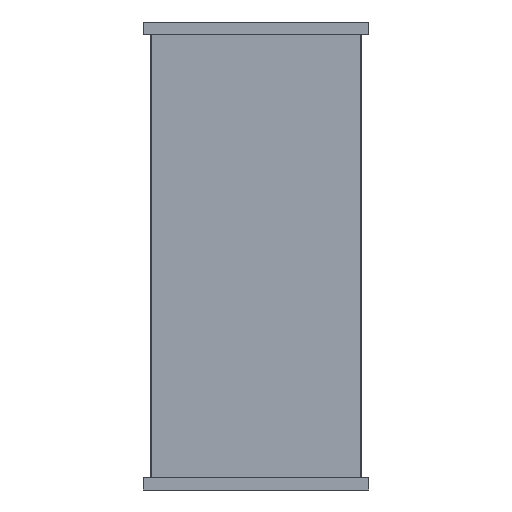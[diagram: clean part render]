
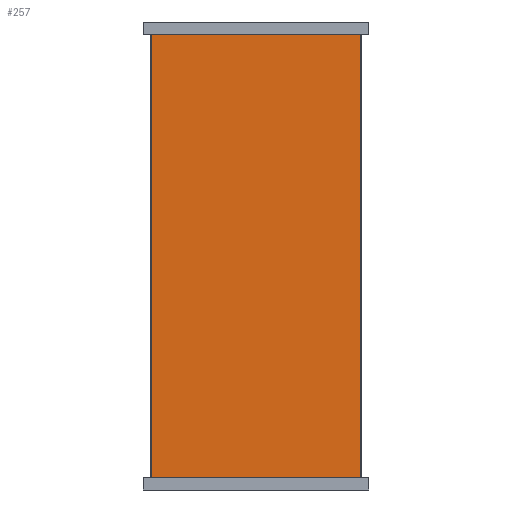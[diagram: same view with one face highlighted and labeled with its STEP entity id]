
A CAD part, front view. The second image highlights one B-rep face of the part: STEP entity #257.
In plain terms, the highlighted planar face has unit normal (0, -1, 0).
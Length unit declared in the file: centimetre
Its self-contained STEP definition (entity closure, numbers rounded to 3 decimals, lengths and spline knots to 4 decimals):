
#166=CARTESIAN_POINT('',(-12.95,-0.1,-27.6));
#167=VERTEX_POINT('',#166);
#168=CARTESIAN_POINT('',(-12.95,-0.1,27.6));
#169=VERTEX_POINT('',#168);
#170=CARTESIAN_POINT('',(-12.95,-0.1,-12345.));
#171=DIRECTION('',(0.,0.,1.));
#172=VECTOR('',#171,24690.);
#173=LINE('',#170,#172);
#174=EDGE_CURVE('',#167,#169,#173,.T.);
#227=CARTESIAN_POINT('',(0.,-0.1,0.));
#228=DIRECTION('',(-0.,1.,-0.));
#229=DIRECTION('',(0.,0.,1.));
#230=AXIS2_PLACEMENT_3D('',#227,#228,#229);
#231=PLANE('',#230);
#232=ORIENTED_EDGE('',*,*,#174,.F.);
#233=CARTESIAN_POINT('',(12.95,-0.1,-27.6));
#234=VERTEX_POINT('',#233);
#235=CARTESIAN_POINT('',(12358.,-0.1,-27.6));
#236=DIRECTION('',(-1.,0.,0.));
#237=VECTOR('',#236,24690.);
#238=LINE('',#235,#237);
#239=EDGE_CURVE('',#234,#167,#238,.T.);
#240=ORIENTED_EDGE('',*,*,#239,.F.);
#241=CARTESIAN_POINT('',(12.95,-0.1,27.6));
#242=VERTEX_POINT('',#241);
#243=CARTESIAN_POINT('',(12.95,-0.1,12345.));
#244=DIRECTION('',(0.,-0.,-1.));
#245=VECTOR('',#244,24690.);
#246=LINE('',#243,#245);
#247=EDGE_CURVE('',#242,#234,#246,.T.);
#248=ORIENTED_EDGE('',*,*,#247,.F.);
#249=CARTESIAN_POINT('',(-12358.,-0.1,27.6));
#250=DIRECTION('',(1.,0.,-0.));
#251=VECTOR('',#250,24690.);
#252=LINE('',#249,#251);
#253=EDGE_CURVE('',#169,#242,#252,.T.);
#254=ORIENTED_EDGE('',*,*,#253,.F.);
#255=EDGE_LOOP('',(#232,#240,#248,#254));
#256=FACE_BOUND('',#255,.T.);
#257=ADVANCED_FACE('',(#256),#231,.F.);
